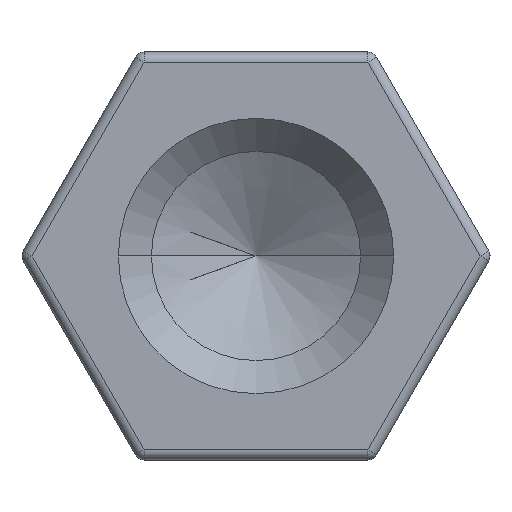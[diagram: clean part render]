
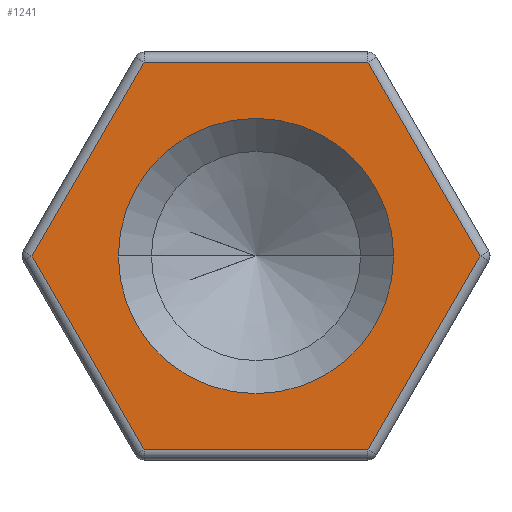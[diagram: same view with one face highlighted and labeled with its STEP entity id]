
A CAD part, left-side view. The second image highlights one B-rep face of the part: STEP entity #1241.
In plain terms, the highlighted planar face has unit normal (-1, 0, 0).
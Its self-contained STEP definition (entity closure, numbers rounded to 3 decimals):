
#63 = EDGE_CURVE ( 'NONE', #1178, #412, #942, .T. ) ;
#84 = DIRECTION ( 'NONE',  ( 0., -0.5, 0.866 ) ) ;
#140 = LINE ( 'NONE', #1295, #1280 ) ;
#145 = VERTEX_POINT ( 'NONE', #758 ) ;
#150 = CARTESIAN_POINT ( 'NONE',  ( 0., -2.194, 0. ) ) ;
#156 = EDGE_CURVE ( 'NONE', #1267, #1178, #675, .T. ) ;
#176 = CARTESIAN_POINT ( 'NONE',  ( 0., -1.35, 0. ) ) ;
#199 = DIRECTION ( 'NONE',  ( 0., 0.5, 0.866 ) ) ;
#201 = CARTESIAN_POINT ( 'NONE',  ( 0., -1.097, 1.9 ) ) ;
#203 = CARTESIAN_POINT ( 'NONE',  ( 0., -1.645, 0.95 ) ) ;
#221 = AXIS2_PLACEMENT_3D ( 'NONE', #256, #337, #1393 ) ;
#245 = CARTESIAN_POINT ( 'NONE',  ( 0., 1.35, 0. ) ) ;
#256 = CARTESIAN_POINT ( 'NONE',  ( 0., 0., 0. ) ) ;
#264 = ORIENTED_EDGE ( 'NONE', *, *, #861, .T. ) ;
#283 = VECTOR ( 'NONE', #84, 1000. ) ;
#312 = PLANE ( 'NONE',  #221 ) ;
#337 = DIRECTION ( 'NONE',  ( 1., 0., 0. ) ) ;
#345 = EDGE_LOOP ( 'NONE', ( #901, #264 ) ) ;
#392 = CIRCLE ( 'NONE', #408, 1.35 ) ;
#403 = CARTESIAN_POINT ( 'NONE',  ( 0., -1.097, -1.9 ) ) ;
#408 = AXIS2_PLACEMENT_3D ( 'NONE', #1291, #1175, #1169 ) ;
#412 = VERTEX_POINT ( 'NONE', #150 ) ;
#433 = ORIENTED_EDGE ( 'NONE', *, *, #981, .T. ) ;
#477 = DIRECTION ( 'NONE',  ( 0., -0.5, -0.866 ) ) ;
#495 = CARTESIAN_POINT ( 'NONE',  ( 0., 1.645, -0.95 ) ) ;
#508 = CARTESIAN_POINT ( 'NONE',  ( 0., 0., -1.9 ) ) ;
#510 = EDGE_LOOP ( 'NONE', ( #1289, #433, #711, #1049, #682, #1417 ) ) ;
#514 = DIRECTION ( 'NONE',  ( 0., -1., 0. ) ) ;
#592 = AXIS2_PLACEMENT_3D ( 'NONE', #771, #752, #782 ) ;
#639 = VECTOR ( 'NONE', #514, 1000. ) ;
#675 = LINE ( 'NONE', #508, #639 ) ;
#682 = ORIENTED_EDGE ( 'NONE', *, *, #156, .T. ) ;
#711 = ORIENTED_EDGE ( 'NONE', *, *, #1413, .T. ) ;
#713 = CARTESIAN_POINT ( 'NONE',  ( 0., -1.645, -0.95 ) ) ;
#752 = DIRECTION ( 'NONE',  ( 1., 0., 0. ) ) ;
#758 = CARTESIAN_POINT ( 'NONE',  ( 0., 2.194, 0. ) ) ;
#771 = CARTESIAN_POINT ( 'NONE',  ( 0., 0., 0. ) ) ;
#775 = CARTESIAN_POINT ( 'NONE',  ( 0., 1.645, 0.95 ) ) ;
#782 = DIRECTION ( 'NONE',  ( 0., 1., 0. ) ) ;
#792 = FACE_BOUND ( 'NONE', #345, .T. ) ;
#857 = VERTEX_POINT ( 'NONE', #176 ) ;
#861 = EDGE_CURVE ( 'NONE', #857, #1080, #1005, .T. ) ;
#901 = ORIENTED_EDGE ( 'NONE', *, *, #1039, .T. ) ;
#919 = VECTOR ( 'NONE', #199, 1000. ) ;
#927 = VERTEX_POINT ( 'NONE', #1127 ) ;
#942 = LINE ( 'NONE', #713, #283 ) ;
#981 = EDGE_CURVE ( 'NONE', #1117, #927, #140, .T. ) ;
#1005 = CIRCLE ( 'NONE', #592, 1.35 ) ;
#1016 = LINE ( 'NONE', #203, #919 ) ;
#1027 = FACE_OUTER_BOUND ( 'NONE', #510, .T. ) ;
#1039 = EDGE_CURVE ( 'NONE', #1080, #857, #392, .T. ) ;
#1049 = ORIENTED_EDGE ( 'NONE', *, *, #1355, .T. ) ;
#1061 = LINE ( 'NONE', #775, #1383 ) ;
#1065 = DIRECTION ( 'NONE',  ( 0., 0.5, -0.866 ) ) ;
#1080 = VERTEX_POINT ( 'NONE', #245 ) ;
#1098 = EDGE_CURVE ( 'NONE', #412, #1117, #1016, .T. ) ;
#1117 = VERTEX_POINT ( 'NONE', #201 ) ;
#1127 = CARTESIAN_POINT ( 'NONE',  ( 0., 1.097, 1.9 ) ) ;
#1146 = DIRECTION ( 'NONE',  ( 0., 1., 0. ) ) ;
#1156 = VECTOR ( 'NONE', #477, 1000. ) ;
#1169 = DIRECTION ( 'NONE',  ( 0., 1., 0. ) ) ;
#1175 = DIRECTION ( 'NONE',  ( 1., 0., 0. ) ) ;
#1178 = VERTEX_POINT ( 'NONE', #403 ) ;
#1189 = LINE ( 'NONE', #495, #1156 ) ;
#1241 = ADVANCED_FACE ( 'NONE', ( #1027, #792 ), #312, .F. ) ;
#1267 = VERTEX_POINT ( 'NONE', #1406 ) ;
#1280 = VECTOR ( 'NONE', #1146, 1000. ) ;
#1289 = ORIENTED_EDGE ( 'NONE', *, *, #1098, .T. ) ;
#1291 = CARTESIAN_POINT ( 'NONE',  ( 0., 0., 0. ) ) ;
#1295 = CARTESIAN_POINT ( 'NONE',  ( 0., 0., 1.9 ) ) ;
#1355 = EDGE_CURVE ( 'NONE', #145, #1267, #1189, .T. ) ;
#1383 = VECTOR ( 'NONE', #1065, 1000. ) ;
#1393 = DIRECTION ( 'NONE',  ( 0., 1., 0. ) ) ;
#1406 = CARTESIAN_POINT ( 'NONE',  ( 0., 1.097, -1.9 ) ) ;
#1413 = EDGE_CURVE ( 'NONE', #927, #145, #1061, .T. ) ;
#1417 = ORIENTED_EDGE ( 'NONE', *, *, #63, .T. ) ;
